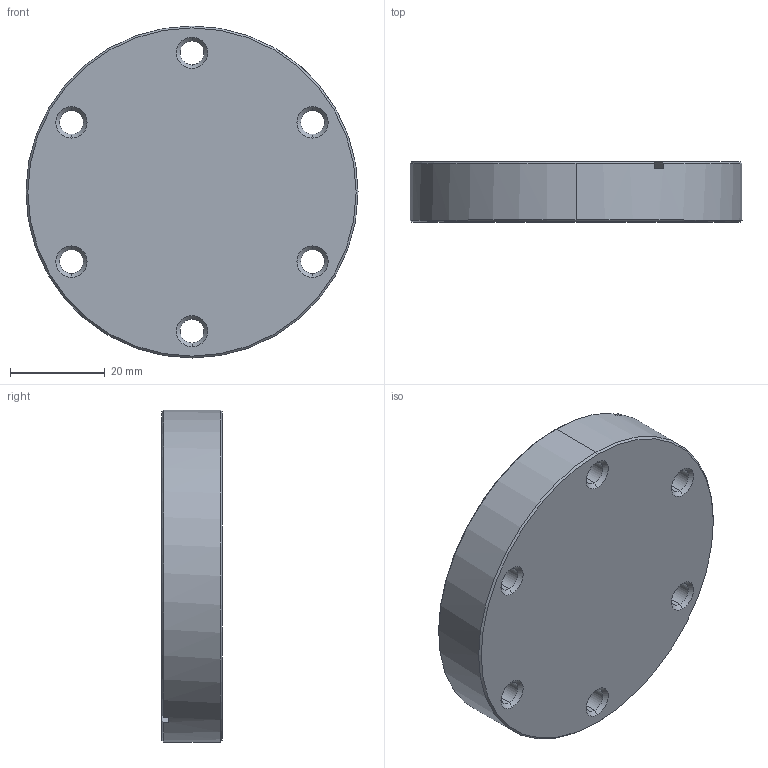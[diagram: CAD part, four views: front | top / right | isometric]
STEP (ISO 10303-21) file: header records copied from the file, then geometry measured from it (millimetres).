
FILE_DESCRIPTION (( 'STEP AP214' ), '1' );
FILE_NAME ('Hositrad_CF35-BT.STEP', '2017-04-26T09:01:30', ( 'Gebruiker' ), ( '' ), 'SwSTEP 2.0', 'SolidWorks 2017', '' );
FILE_SCHEMA (( 'AUTOMOTIVE_DESIGN' ));
Length unit declared in the file: millimetre
Products named in the file (1): Hositrad_CF35-BT
Bounding box: 70 x 12.7 x 70 mm (x, y, z)
Volume: 45020.7 mm3; surface area: 11648 mm2
Topology: 1 solids, 1 shells, 62 faces, 146 edges, 86 vertices
Faces by surface type: cone 33, cylinder 17, plane 10, torus 2
Entity records: 1972 total; most frequent: DIRECTION 344, CARTESIAN_POINT 313, ORIENTED_EDGE 292, EDGE_CURVE 146, AXIS2_PLACEMENT_3D 141, VERTEX_POINT 86, CIRCLE 78, EDGE_LOOP 74
